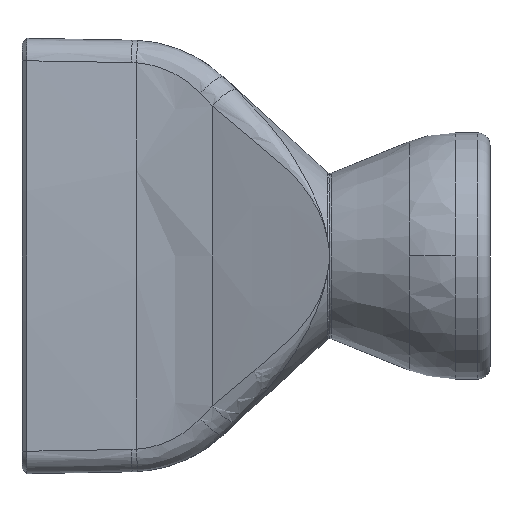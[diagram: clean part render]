
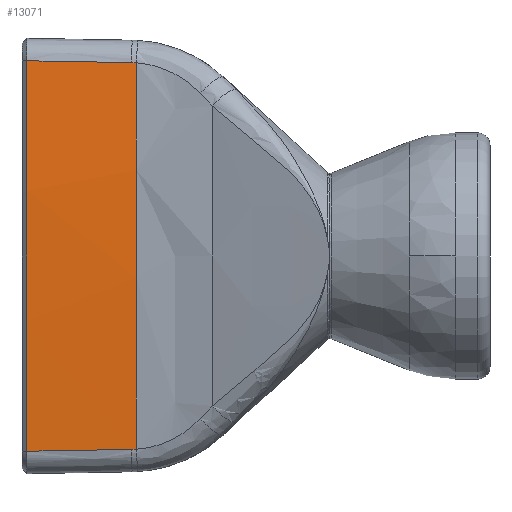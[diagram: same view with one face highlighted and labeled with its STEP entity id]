
A CAD part, left-side view. The second image highlights one B-rep face of the part: STEP entity #13071.
In plain terms, the highlighted conical face has half-angle 0.5 degrees and reference radius 317.562 mm.
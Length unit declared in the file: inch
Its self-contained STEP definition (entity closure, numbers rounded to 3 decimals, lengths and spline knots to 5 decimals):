
#3716 = CARTESIAN_POINT ( 'NONE',  ( 12.37821, 1.21799, 0. ) ) ;
#3717 = FACE_OUTER_BOUND ( 'NONE', #13072, .T. ) ;
#3854 = B_SPLINE_CURVE_WITH_KNOTS ( 'NONE', 3,
 ( #3909, #3908, #3907, #3906 ),
 .UNSPECIFIED., .F., .F.,
 ( 4, 4 ),
 ( 0.00049, 0.01107 ),
 .UNSPECIFIED. ) ;
#3855 = CARTESIAN_POINT ( 'NONE',  ( -0.09681, 0.78208, -0.76799 ) ) ;
#3856 = CARTESIAN_POINT ( 'NONE',  ( -0.1, 1.19867, -0.7753 ) ) ;
#3857 = DIRECTION ( 'NONE',  ( 0., 0., 1. ) ) ;
#3858 = DIRECTION ( 'NONE',  ( 0., -1., 0. ) ) ;
#3859 = CARTESIAN_POINT ( 'NONE',  ( 12.37821, 1.19867, 0. ) ) ;
#3860 = AXIS2_PLACEMENT_3D ( 'NONE', #3859, #3858, #3857 ) ;
#3861 = CIRCLE ( 'NONE', #3860, 12.50227 ) ;
#3862 = CARTESIAN_POINT ( 'NONE',  ( -0.1, 1.19867, 0.7753 ) ) ;
#3863 = CARTESIAN_POINT ( 'NONE',  ( -0.09894, 1.05981, 0.77287 ) ) ;
#3864 = CARTESIAN_POINT ( 'NONE',  ( -0.09788, 0.92094, 0.77043 ) ) ;
#3865 = CARTESIAN_POINT ( 'NONE',  ( -0.09681, 0.78208, 0.76799 ) ) ;
#3866 = CARTESIAN_POINT ( 'NONE',  ( -0.09681, 0.78208, 0.76799 ) ) ;
#3867 = B_SPLINE_CURVE_WITH_KNOTS ( 'NONE', 3,
 ( #3865, #3864, #3863, #3862 ),
 .UNSPECIFIED., .F., .F.,
 ( 4, 4 ),
 ( 0., 0.01058 ),
 .UNSPECIFIED. ) ;
#3868 = CARTESIAN_POINT ( 'NONE',  ( -0.1, 1.19867, 0.7753 ) ) ;
#3869 = DIRECTION ( 'NONE',  ( 0., 0., 1. ) ) ;
#3870 = DIRECTION ( 'NONE',  ( 0., 1., 0. ) ) ;
#3871 = AXIS2_PLACEMENT_3D ( 'NONE', #3716, #3870, #3869 ) ;
#3872 = CONICAL_SURFACE ( 'NONE', #3871, 12.50244, 0.009 ) ;
#3900 = CARTESIAN_POINT ( 'NONE',  ( -0.0967, 0.76392, -0.76731 ) ) ;
#3901 = CARTESIAN_POINT ( 'NONE',  ( -0.09673, 0.76996, -0.76766 ) ) ;
#3902 = CARTESIAN_POINT ( 'NONE',  ( -0.09677, 0.77602, -0.76789 ) ) ;
#3903 = CARTESIAN_POINT ( 'NONE',  ( -0.09681, 0.78208, -0.76799 ) ) ;
#3904 = CARTESIAN_POINT ( 'NONE',  ( -0.0967, 0.76392, -0.76731 ) ) ;
#3905 = B_SPLINE_CURVE_WITH_KNOTS ( 'NONE', 3,
 ( #3903, #3902, #3901, #3900 ),
 .UNSPECIFIED., .F., .F.,
 ( 4, 4 ),
 ( 0., 0.00046 ),
 .UNSPECIFIED. ) ;
#3906 = CARTESIAN_POINT ( 'NONE',  ( -0.09681, 0.78208, -0.76799 ) ) ;
#3907 = CARTESIAN_POINT ( 'NONE',  ( -0.09788, 0.92094, -0.77043 ) ) ;
#3908 = CARTESIAN_POINT ( 'NONE',  ( -0.09894, 1.05981, -0.77287 ) ) ;
#3909 = CARTESIAN_POINT ( 'NONE',  ( -0.1, 1.19867, -0.7753 ) ) ;
#5025 = B_SPLINE_CURVE_WITH_KNOTS ( 'NONE', 3,
 ( #5067, #5066, #5065, #5064 ),
 .UNSPECIFIED., .F., .F.,
 ( 4, 4 ),
 ( 0.00215, 0.04116 ),
 .UNSPECIFIED. ) ;
#5026 = CARTESIAN_POINT ( 'NONE',  ( -0.0967, 0.76392, 0.76731 ) ) ;
#5057 = CARTESIAN_POINT ( 'NONE',  ( -0.09681, 0.78208, 0.76799 ) ) ;
#5058 = CARTESIAN_POINT ( 'NONE',  ( -0.09677, 0.77602, 0.76789 ) ) ;
#5059 = CARTESIAN_POINT ( 'NONE',  ( -0.09673, 0.76996, 0.76766 ) ) ;
#5060 = CARTESIAN_POINT ( 'NONE',  ( -0.0967, 0.76392, 0.76731 ) ) ;
#5062 = B_SPLINE_CURVE_WITH_KNOTS ( 'NONE', 3,
 ( #5060, #5059, #5058, #5057 ),
 .UNSPECIFIED., .F., .F.,
 ( 4, 4 ),
 ( 0., 0.00046 ),
 .UNSPECIFIED. ) ;
#5064 = CARTESIAN_POINT ( 'NONE',  ( -0.0967, 0.76392, 0.76731 ) ) ;
#5065 = CARTESIAN_POINT ( 'NONE',  ( -0.12813, 0.76428, 0.25636 ) ) ;
#5066 = CARTESIAN_POINT ( 'NONE',  ( -0.12813, 0.76428, -0.25635 ) ) ;
#5067 = CARTESIAN_POINT ( 'NONE',  ( -0.0967, 0.76392, -0.76731 ) ) ;
#13071 = ADVANCED_FACE ( 'NONE', ( #3717 ), #3872, .T. ) ;
#13072 = EDGE_LOOP ( 'NONE', ( #13073, #13077, #13080, #13083, #13138, #13141 ) ) ;
#13073 = ORIENTED_EDGE ( 'NONE', *, *, #13074, .T. ) ;
#13074 = EDGE_CURVE ( 'NONE', #13075, #13076, #3867, .T. ) ;
#13075 = VERTEX_POINT ( 'NONE', #3866 ) ;
#13076 = VERTEX_POINT ( 'NONE', #3868 ) ;
#13077 = ORIENTED_EDGE ( 'NONE', *, *, #13078, .T. ) ;
#13078 = EDGE_CURVE ( 'NONE', #13076, #13079, #3861, .T. ) ;
#13079 = VERTEX_POINT ( 'NONE', #3856 ) ;
#13080 = ORIENTED_EDGE ( 'NONE', *, *, #13081, .T. ) ;
#13081 = EDGE_CURVE ( 'NONE', #13079, #13082, #3854, .T. ) ;
#13082 = VERTEX_POINT ( 'NONE', #3855 ) ;
#13083 = ORIENTED_EDGE ( 'NONE', *, *, #13084, .T. ) ;
#13084 = EDGE_CURVE ( 'NONE', #13082, #13085, #3905, .T. ) ;
#13085 = VERTEX_POINT ( 'NONE', #3904 ) ;
#13138 = ORIENTED_EDGE ( 'NONE', *, *, #13139, .T. ) ;
#13139 = EDGE_CURVE ( 'NONE', #13085, #13140, #5025, .T. ) ;
#13140 = VERTEX_POINT ( 'NONE', #5026 ) ;
#13141 = ORIENTED_EDGE ( 'NONE', *, *, #13142, .T. ) ;
#13142 = EDGE_CURVE ( 'NONE', #13140, #13075, #5062, .T. ) ;
